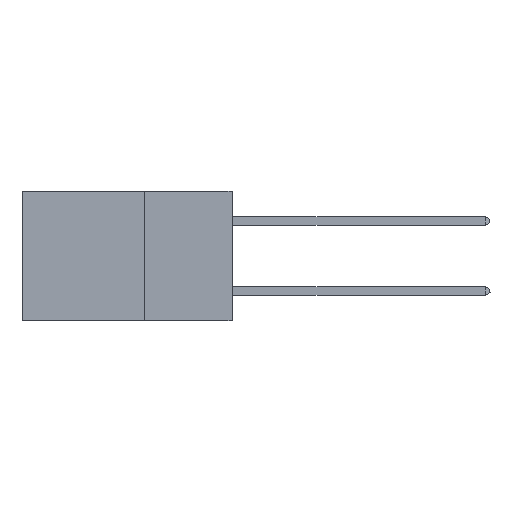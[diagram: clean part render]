
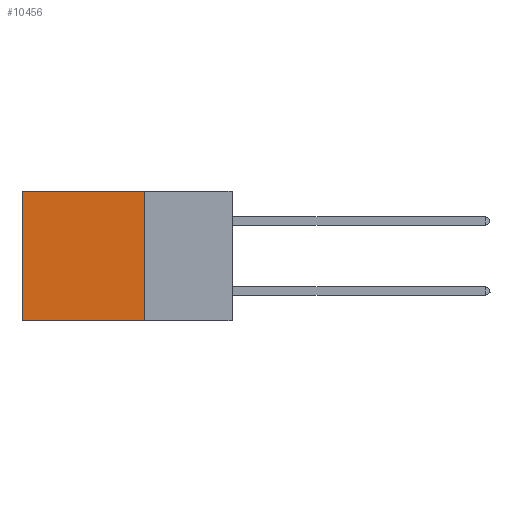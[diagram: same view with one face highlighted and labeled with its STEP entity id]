
A CAD part, left-side view. The second image highlights one B-rep face of the part: STEP entity #10456.
In plain terms, the highlighted planar face has unit normal (-1, 0, 0).
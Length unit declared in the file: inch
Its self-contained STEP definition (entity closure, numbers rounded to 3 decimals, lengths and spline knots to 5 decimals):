
#80 = FACE_OUTER_BOUND ( 'NONE', #4816, .T. ) ;
#316 = CARTESIAN_POINT ( 'NONE',  ( 0.2875, 0.6, 0. ) ) ;
#397 = CARTESIAN_POINT ( 'NONE',  ( 0.2875, 0.25, 0. ) ) ;
#599 = DIRECTION ( 'NONE',  ( 0., 0., -1. ) ) ;
#710 = CARTESIAN_POINT ( 'NONE',  ( 0.2875, 0.6, 0. ) ) ;
#1237 = LINE ( 'NONE', #18783, #6000 ) ;
#1386 = ORIENTED_EDGE ( 'NONE', *, *, #15271, .T. ) ;
#2559 = CARTESIAN_POINT ( 'NONE',  ( 0.2875, 0.25, -0.37 ) ) ;
#2890 = ORIENTED_EDGE ( 'NONE', *, *, #8723, .T. ) ;
#2967 = VERTEX_POINT ( 'NONE', #710 ) ;
#3905 = DIRECTION ( 'NONE',  ( 0., 1., 0. ) ) ;
#4816 = EDGE_LOOP ( 'NONE', ( #2890, #9745, #20656, #1386 ) ) ;
#6000 = VECTOR ( 'NONE', #18701, 39.37008 ) ;
#6083 = LINE ( 'NONE', #21296, #13183 ) ;
#7570 = VECTOR ( 'NONE', #15293, 39.37008 ) ;
#7664 = CARTESIAN_POINT ( 'NONE',  ( 0.2875, 0.6, -0.37 ) ) ;
#8723 = EDGE_CURVE ( 'NONE', #2967, #17698, #11512, .T. ) ;
#9745 = ORIENTED_EDGE ( 'NONE', *, *, #19093, .F. ) ;
#10456 = ADVANCED_FACE ( 'NONE', ( #80 ), #15865, .F. ) ;
#10687 = CARTESIAN_POINT ( 'NONE',  ( 0.2875, 0.25, 0. ) ) ;
#11399 = LINE ( 'NONE', #18932, #19835 ) ;
#11512 = LINE ( 'NONE', #316, #7570 ) ;
#13183 = VECTOR ( 'NONE', #16457, 39.37008 ) ;
#14310 = AXIS2_PLACEMENT_3D ( 'NONE', #10687, #19157, #599 ) ;
#15271 = EDGE_CURVE ( 'NONE', #21826, #2967, #6083, .T. ) ;
#15293 = DIRECTION ( 'NONE',  ( 0., 0., -1. ) ) ;
#15865 = PLANE ( 'NONE',  #14310 ) ;
#16457 = DIRECTION ( 'NONE',  ( 0., 1., 0. ) ) ;
#16842 = EDGE_CURVE ( 'NONE', #21826, #18036, #1237, .T. ) ;
#17698 = VERTEX_POINT ( 'NONE', #7664 ) ;
#18036 = VERTEX_POINT ( 'NONE', #2559 ) ;
#18701 = DIRECTION ( 'NONE',  ( 0., 0., -1. ) ) ;
#18783 = CARTESIAN_POINT ( 'NONE',  ( 0.2875, 0.25, 0. ) ) ;
#18932 = CARTESIAN_POINT ( 'NONE',  ( 0.2875, 0.25, -0.37 ) ) ;
#19093 = EDGE_CURVE ( 'NONE', #18036, #17698, #11399, .T. ) ;
#19157 = DIRECTION ( 'NONE',  ( 1., 0., 0. ) ) ;
#19835 = VECTOR ( 'NONE', #3905, 39.37008 ) ;
#20656 = ORIENTED_EDGE ( 'NONE', *, *, #16842, .F. ) ;
#21296 = CARTESIAN_POINT ( 'NONE',  ( 0.2875, 0.25, 0. ) ) ;
#21826 = VERTEX_POINT ( 'NONE', #397 ) ;
